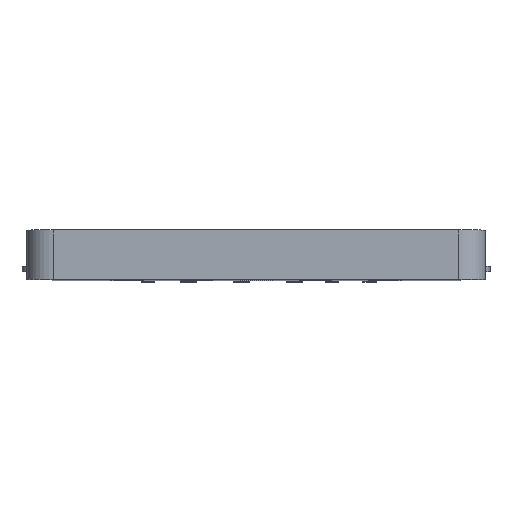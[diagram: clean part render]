
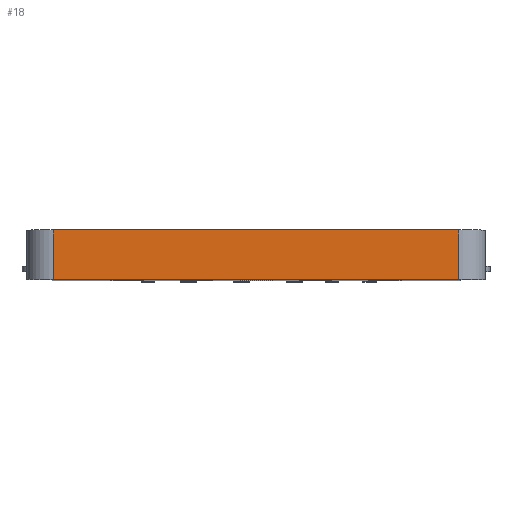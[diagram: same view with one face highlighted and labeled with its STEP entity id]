
A CAD part, top view. The second image highlights one B-rep face of the part: STEP entity #18.
In plain terms, the highlighted planar face has unit normal (0, 0, 1).
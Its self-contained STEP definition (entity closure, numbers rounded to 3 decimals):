
#7 = EDGE_CURVE ( 'NONE', #22, #17, #5811, .T. ) ;
#12 = EDGE_LOOP ( 'NONE', ( #13, #7327, #7312, #7265 ) ) ;
#13 = ORIENTED_EDGE ( 'NONE', *, *, #7, .F. ) ;
#17 = VERTEX_POINT ( 'NONE', #5793 ) ;
#18 = ADVANCED_FACE ( 'NONE', ( #5792 ), #5853, .F. ) ;
#22 = VERTEX_POINT ( 'NONE', #5844 ) ;
#3041 = CARTESIAN_POINT ( 'NONE',  ( -7.6, 1.1, 25.95 ) ) ;
#3098 = DIRECTION ( 'NONE',  ( 0., -1., 0. ) ) ;
#3099 = VECTOR ( 'NONE', #3098, 1000. ) ;
#3100 = CARTESIAN_POINT ( 'NONE',  ( -7.6, -0.75, 25.95 ) ) ;
#3101 = LINE ( 'NONE', #3100, #3099 ) ;
#3143 = CARTESIAN_POINT ( 'NONE',  ( 7.6, 1.1, 25.95 ) ) ;
#3151 = DIRECTION ( 'NONE',  ( -1., 0., 0. ) ) ;
#3152 = VECTOR ( 'NONE', #3151, 1000. ) ;
#3153 = CARTESIAN_POINT ( 'NONE',  ( 8.6, 1.1, 25.95 ) ) ;
#3154 = LINE ( 'NONE', #3153, #3152 ) ;
#3196 = DIRECTION ( 'NONE',  ( 0., 1., 0. ) ) ;
#3197 = VECTOR ( 'NONE', #3196, 1000. ) ;
#3198 = CARTESIAN_POINT ( 'NONE',  ( 7.6, 1.1, 25.95 ) ) ;
#3199 = LINE ( 'NONE', #3198, #3197 ) ;
#5792 = FACE_OUTER_BOUND ( 'NONE', #12, .T. ) ;
#5793 = CARTESIAN_POINT ( 'NONE',  ( -7.6, -0.75, 25.95 ) ) ;
#5808 = DIRECTION ( 'NONE',  ( -1., 0., 0. ) ) ;
#5809 = VECTOR ( 'NONE', #5808, 1000. ) ;
#5810 = CARTESIAN_POINT ( 'NONE',  ( 8.6, -0.75, 25.95 ) ) ;
#5811 = LINE ( 'NONE', #5810, #5809 ) ;
#5844 = CARTESIAN_POINT ( 'NONE',  ( 7.6, -0.75, 25.95 ) ) ;
#5849 = DIRECTION ( 'NONE',  ( -1., 0., 0. ) ) ;
#5850 = DIRECTION ( 'NONE',  ( 0., 0., -1. ) ) ;
#5851 = CARTESIAN_POINT ( 'NONE',  ( 8.6, -0.75, 25.95 ) ) ;
#5852 = AXIS2_PLACEMENT_3D ( 'NONE', #5851, #5850, #5849 ) ;
#5853 = PLANE ( 'NONE',  #5852 ) ;
#7262 = VERTEX_POINT ( 'NONE', #3041 ) ;
#7264 = EDGE_CURVE ( 'NONE', #7262, #17, #3101, .T. ) ;
#7265 = ORIENTED_EDGE ( 'NONE', *, *, #7264, .T. ) ;
#7312 = ORIENTED_EDGE ( 'NONE', *, *, #7317, .T. ) ;
#7317 = EDGE_CURVE ( 'NONE', #7325, #7262, #3154, .T. ) ;
#7325 = VERTEX_POINT ( 'NONE', #3143 ) ;
#7327 = ORIENTED_EDGE ( 'NONE', *, *, #7328, .T. ) ;
#7328 = EDGE_CURVE ( 'NONE', #22, #7325, #3199, .T. ) ;
